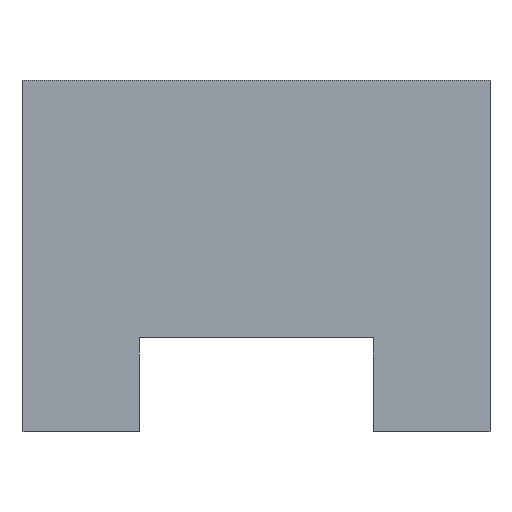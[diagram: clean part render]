
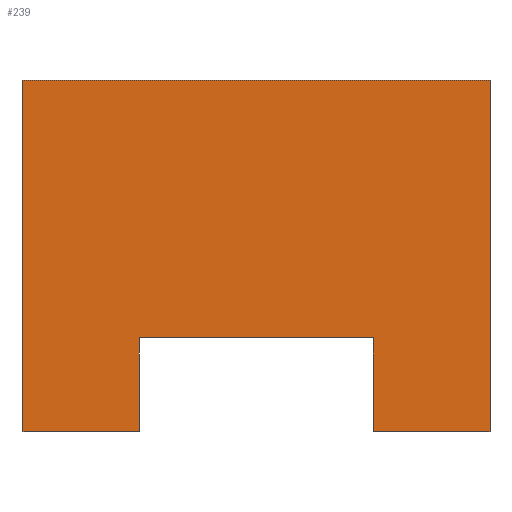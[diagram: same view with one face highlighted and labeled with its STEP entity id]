
A CAD part, left-side view. The second image highlights one B-rep face of the part: STEP entity #239.
In plain terms, the highlighted planar face has unit normal (-1, 0, 0).
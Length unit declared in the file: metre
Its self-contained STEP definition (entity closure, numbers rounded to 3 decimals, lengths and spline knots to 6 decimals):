
#3 = VECTOR ( 'NONE', #284, 1. ) ;
#10 = DIRECTION ( 'NONE',  ( 0., -1., 0. ) ) ;
#15 = CARTESIAN_POINT ( 'NONE',  ( -0.035, -0.01, 0.008 ) ) ;
#16 = DIRECTION ( 'NONE',  ( 0., 0., -1. ) ) ;
#22 = VERTEX_POINT ( 'NONE', #415 ) ;
#23 = LINE ( 'NONE', #314, #286 ) ;
#25 = EDGE_CURVE ( 'NONE', #377, #343, #318, .T. ) ;
#27 = ORIENTED_EDGE ( 'NONE', *, *, #25, .T. ) ;
#28 = LINE ( 'NONE', #250, #279 ) ;
#40 = ORIENTED_EDGE ( 'NONE', *, *, #104, .T. ) ;
#48 = CARTESIAN_POINT ( 'NONE',  ( -0.035, -0.02, 0.03 ) ) ;
#50 = CARTESIAN_POINT ( 'NONE',  ( -0.035, -0.02, 0. ) ) ;
#61 = ORIENTED_EDGE ( 'NONE', *, *, #368, .T. ) ;
#74 = CARTESIAN_POINT ( 'NONE',  ( -0.035, 0.02, 0.03 ) ) ;
#77 = LINE ( 'NONE', #48, #359 ) ;
#78 = DIRECTION ( 'NONE',  ( 0., -1., 0. ) ) ;
#82 = VERTEX_POINT ( 'NONE', #74 ) ;
#88 = VERTEX_POINT ( 'NONE', #443 ) ;
#89 = VECTOR ( 'NONE', #16, 1. ) ;
#104 = EDGE_CURVE ( 'NONE', #22, #366, #280, .T. ) ;
#107 = VERTEX_POINT ( 'NONE', #309 ) ;
#135 = ORIENTED_EDGE ( 'NONE', *, *, #404, .T. ) ;
#144 = DIRECTION ( 'NONE',  ( 1., 0., 0. ) ) ;
#154 = CARTESIAN_POINT ( 'NONE',  ( -0.035, 0.01, 0. ) ) ;
#172 = DIRECTION ( 'NONE',  ( 0., -1., 0. ) ) ;
#183 = DIRECTION ( 'NONE',  ( 0., 0., -1. ) ) ;
#204 = EDGE_LOOP ( 'NONE', ( #27, #135, #40, #407, #354, #436, #387, #61 ) ) ;
#208 = CARTESIAN_POINT ( 'NONE',  ( -0.035, -0.02, 0.03 ) ) ;
#211 = CARTESIAN_POINT ( 'NONE',  ( -0.035, -0.01, 0.008 ) ) ;
#216 = CARTESIAN_POINT ( 'NONE',  ( -0.035, 0.01, 0.008 ) ) ;
#224 = AXIS2_PLACEMENT_3D ( 'NONE', #208, #144, #183 ) ;
#234 = CARTESIAN_POINT ( 'NONE',  ( -0.035, -0.02, 0. ) ) ;
#239 = ADVANCED_FACE ( 'NONE', ( #393 ), #416, .F. ) ;
#250 = CARTESIAN_POINT ( 'NONE',  ( -0.035, -0.02, 0.03 ) ) ;
#258 = DIRECTION ( 'NONE',  ( 0., -1., 0. ) ) ;
#266 = LINE ( 'NONE', #15, #89 ) ;
#275 = CARTESIAN_POINT ( 'NONE',  ( -0.035, -0.02, 0. ) ) ;
#279 = VECTOR ( 'NONE', #288, 1. ) ;
#280 = LINE ( 'NONE', #234, #446 ) ;
#284 = DIRECTION ( 'NONE',  ( 0., 0., 1. ) ) ;
#286 = VECTOR ( 'NONE', #420, 1. ) ;
#288 = DIRECTION ( 'NONE',  ( 0., 0., -1. ) ) ;
#301 = CARTESIAN_POINT ( 'NONE',  ( -0.035, 0.01, 0.008 ) ) ;
#309 = CARTESIAN_POINT ( 'NONE',  ( -0.035, 0.02, 0. ) ) ;
#314 = CARTESIAN_POINT ( 'NONE',  ( -0.035, 0.02, 0.03 ) ) ;
#318 = LINE ( 'NONE', #301, #340 ) ;
#326 = LINE ( 'NONE', #275, #337 ) ;
#330 = EDGE_CURVE ( 'NONE', #107, #418, #326, .T. ) ;
#337 = VECTOR ( 'NONE', #78, 1. ) ;
#340 = VECTOR ( 'NONE', #258, 1. ) ;
#342 = EDGE_CURVE ( 'NONE', #82, #107, #23, .T. ) ;
#343 = VERTEX_POINT ( 'NONE', #211 ) ;
#354 = ORIENTED_EDGE ( 'NONE', *, *, #375, .F. ) ;
#359 = VECTOR ( 'NONE', #10, 1. ) ;
#366 = VERTEX_POINT ( 'NONE', #50 ) ;
#368 = EDGE_CURVE ( 'NONE', #418, #377, #432, .T. ) ;
#375 = EDGE_CURVE ( 'NONE', #82, #88, #77, .T. ) ;
#377 = VERTEX_POINT ( 'NONE', #433 ) ;
#387 = ORIENTED_EDGE ( 'NONE', *, *, #330, .T. ) ;
#393 = FACE_OUTER_BOUND ( 'NONE', #204, .T. ) ;
#404 = EDGE_CURVE ( 'NONE', #343, #22, #266, .T. ) ;
#407 = ORIENTED_EDGE ( 'NONE', *, *, #409, .F. ) ;
#409 = EDGE_CURVE ( 'NONE', #88, #366, #28, .T. ) ;
#415 = CARTESIAN_POINT ( 'NONE',  ( -0.035, -0.01, 0. ) ) ;
#416 = PLANE ( 'NONE',  #224 ) ;
#418 = VERTEX_POINT ( 'NONE', #154 ) ;
#420 = DIRECTION ( 'NONE',  ( 0., 0., -1. ) ) ;
#432 = LINE ( 'NONE', #216, #3 ) ;
#433 = CARTESIAN_POINT ( 'NONE',  ( -0.035, 0.01, 0.008 ) ) ;
#436 = ORIENTED_EDGE ( 'NONE', *, *, #342, .T. ) ;
#443 = CARTESIAN_POINT ( 'NONE',  ( -0.035, -0.02, 0.03 ) ) ;
#446 = VECTOR ( 'NONE', #172, 1. ) ;
